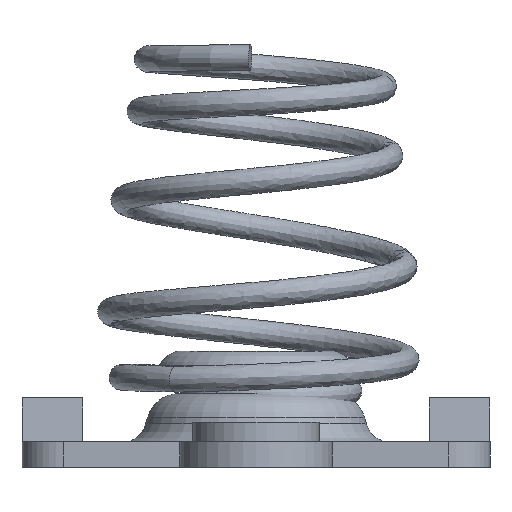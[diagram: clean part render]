
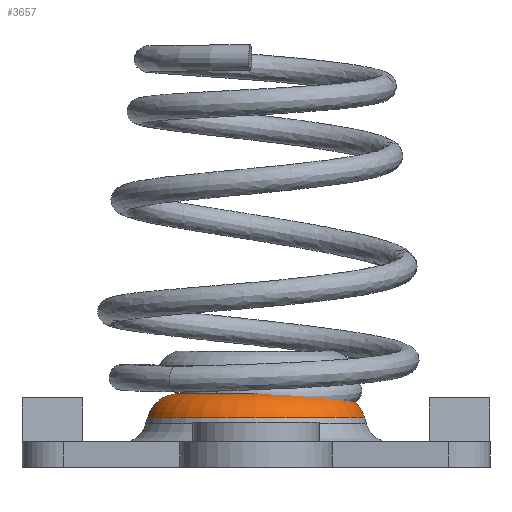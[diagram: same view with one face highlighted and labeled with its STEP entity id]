
A CAD part, front view. The second image highlights one B-rep face of the part: STEP entity #3657.
In plain terms, the highlighted toroidal (fillet/blend) face has major radius 1.52 mm and minor radius 0.635 mm.
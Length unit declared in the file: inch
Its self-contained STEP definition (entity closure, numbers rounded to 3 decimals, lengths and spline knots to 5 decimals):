
#7 = FACE_OUTER_BOUND ( 'NONE', #3514, .T. ) ;
#357 = VERTEX_POINT ( 'NONE', #3397 ) ;
#463 = CARTESIAN_POINT ( 'NONE',  ( 0.05526, 0.11481, 0.01815 ) ) ;
#544 = CARTESIAN_POINT ( 'NONE',  ( -0.02866, 0.11481, -0.00012 ) ) ;
#786 = DIRECTION ( 'NONE',  ( -1., 0., 0. ) ) ;
#1172 = CARTESIAN_POINT ( 'NONE',  ( 0.05526, 0.11481, -0.00685 ) ) ;
#1189 = DIRECTION ( 'NONE',  ( 0., 0., -1. ) ) ;
#1291 = DIRECTION ( 'NONE',  ( 0., 0., -1. ) ) ;
#1348 = ORIENTED_EDGE ( 'NONE', *, *, #1398, .F. ) ;
#1398 = EDGE_CURVE ( 'NONE', #3191, #3191, #4066, .T. ) ;
#1471 = AXIS2_PLACEMENT_3D ( 'NONE', #3186, #1291, #3491 ) ;
#2106 = TOROIDAL_SURFACE ( 'NONE', #3729, 0.05984, 0.025 ) ;
#2618 = FACE_OUTER_BOUND ( 'NONE', #2655, .T. ) ;
#2655 = EDGE_LOOP ( 'NONE', ( #3503 ) ) ;
#2681 = DIRECTION ( 'NONE',  ( 0., 0., -1. ) ) ;
#3017 = AXIS2_PLACEMENT_3D ( 'NONE', #463, #2681, #786 ) ;
#3186 = CARTESIAN_POINT ( 'NONE',  ( 0.05526, 0.11481, -0.00012 ) ) ;
#3191 = VERTEX_POINT ( 'NONE', #544 ) ;
#3371 = CIRCLE ( 'NONE', #3017, 0.05984 ) ;
#3395 = DIRECTION ( 'NONE',  ( -1., 0., 0. ) ) ;
#3397 = CARTESIAN_POINT ( 'NONE',  ( -0.00458, 0.11481, 0.01815 ) ) ;
#3491 = DIRECTION ( 'NONE',  ( -1., 0., 0. ) ) ;
#3503 = ORIENTED_EDGE ( 'NONE', *, *, #4001, .T. ) ;
#3514 = EDGE_LOOP ( 'NONE', ( #1348 ) ) ;
#3657 = ADVANCED_FACE ( 'NONE', ( #2618, #7 ), #2106, .T. ) ;
#3729 = AXIS2_PLACEMENT_3D ( 'NONE', #1172, #1189, #3395 ) ;
#4001 = EDGE_CURVE ( 'NONE', #357, #357, #3371, .T. ) ;
#4066 = CIRCLE ( 'NONE', #1471, 0.08392 ) ;
